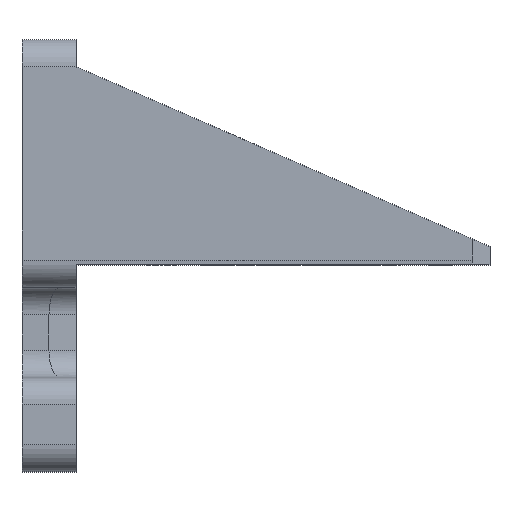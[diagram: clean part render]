
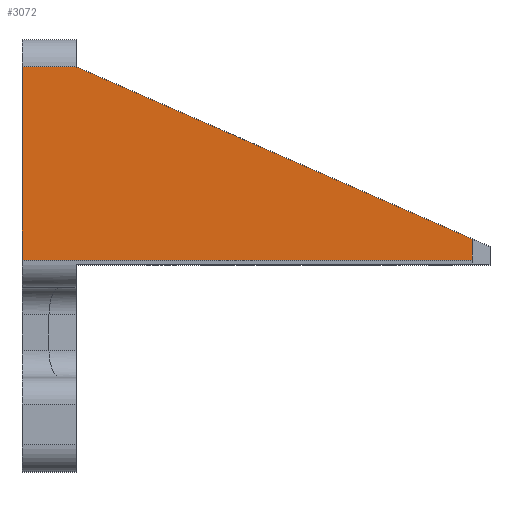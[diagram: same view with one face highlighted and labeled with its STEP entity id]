
A CAD part, top view. The second image highlights one B-rep face of the part: STEP entity #3072.
In plain terms, the highlighted planar face has unit normal (0, 0, 1).
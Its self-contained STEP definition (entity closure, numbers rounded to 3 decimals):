
#135 = CYLINDRICAL_SURFACE('',#136,3.);
#136 = AXIS2_PLACEMENT_3D('',#137,#138,#139);
#137 = CARTESIAN_POINT('',(-25.,-0.5,24.));
#138 = DIRECTION('',(-1.,0.,0.));
#139 = DIRECTION('',(-0.,-1.,0.));
#345 = VERTEX_POINT('',#346);
#346 = CARTESIAN_POINT('',(-25.,21.,27.));
#360 = PLANE('',#361);
#361 = AXIS2_PLACEMENT_3D('',#362,#363,#364);
#362 = CARTESIAN_POINT('',(21.,1.,-21.));
#363 = DIRECTION('',(-0.399,-0.917,0.));
#364 = DIRECTION('',(-0.917,0.399,0.));
#393 = CYLINDRICAL_SURFACE('',#394,3.);
#394 = AXIS2_PLACEMENT_3D('',#395,#396,#397);
#395 = CARTESIAN_POINT('',(-31.,21.,24.));
#396 = DIRECTION('',(1.,0.,0.));
#397 = DIRECTION('',(0.,1.,0.));
#1020 = PLANE('',#1021);
#1021 = AXIS2_PLACEMENT_3D('',#1022,#1023,#1024);
#1022 = CARTESIAN_POINT('',(-31.,0.,0.));
#1023 = DIRECTION('',(-1.,0.,0.));
#1024 = DIRECTION('',(0.,-1.,0.));
#1227 = VERTEX_POINT('',#1228);
#1228 = CARTESIAN_POINT('',(19.,-0.5,27.));
#1246 = PLANE('',#1247);
#1247 = AXIS2_PLACEMENT_3D('',#1248,#1249,#1250);
#1248 = CARTESIAN_POINT('',(20.,-1.,26.));
#1249 = DIRECTION('',(-0.707,0.,-0.707));
#1250 = DIRECTION('',(0.,1.,0.));
#1258 = EDGE_CURVE('',#1227,#1259,#1261,.T.);
#1259 = VERTEX_POINT('',#1260);
#1260 = CARTESIAN_POINT('',(-31.,-0.5,27.));
#1261 = SURFACE_CURVE('',#1262,(#1266,#1273),.PCURVE_S1.);
#1262 = LINE('',#1263,#1264);
#1263 = CARTESIAN_POINT('',(-25.,-0.5,27.));
#1264 = VECTOR('',#1265,1.);
#1265 = DIRECTION('',(-1.,0.,0.));
#1266 = PCURVE('',#135,#1267);
#1267 = DEFINITIONAL_REPRESENTATION('',(#1268),#1272);
#1268 = LINE('',#1269,#1270);
#1269 = CARTESIAN_POINT('',(1.571,0.));
#1270 = VECTOR('',#1271,1.);
#1271 = DIRECTION('',(0.,1.));
#1272 = ( GEOMETRIC_REPRESENTATION_CONTEXT(2) 
PARAMETRIC_REPRESENTATION_CONTEXT() REPRESENTATION_CONTEXT('2D SPACE',''
  ) );
#1273 = PCURVE('',#1274,#1279);
#1274 = PLANE('',#1275);
#1275 = AXIS2_PLACEMENT_3D('',#1276,#1277,#1278);
#1276 = CARTESIAN_POINT('',(-14.904,1.581,27.));
#1277 = DIRECTION('',(0.,0.,1.));
#1278 = DIRECTION('',(0.,1.,0.));
#1279 = DEFINITIONAL_REPRESENTATION('',(#1280),#1284);
#1280 = LINE('',#1281,#1282);
#1281 = CARTESIAN_POINT('',(-2.081,10.096));
#1282 = VECTOR('',#1283,1.);
#1283 = DIRECTION('',(-0.,1.));
#1284 = ( GEOMETRIC_REPRESENTATION_CONTEXT(2) 
PARAMETRIC_REPRESENTATION_CONTEXT() REPRESENTATION_CONTEXT('2D SPACE',''
  ) );
#2430 = VERTEX_POINT('',#2431);
#2431 = CARTESIAN_POINT('',(-31.,21.,27.));
#2457 = EDGE_CURVE('',#2430,#345,#2458,.T.);
#2458 = SURFACE_CURVE('',#2459,(#2463,#2470),.PCURVE_S1.);
#2459 = LINE('',#2460,#2461);
#2460 = CARTESIAN_POINT('',(-31.,21.,27.));
#2461 = VECTOR('',#2462,1.);
#2462 = DIRECTION('',(1.,0.,0.));
#2463 = PCURVE('',#393,#2464);
#2464 = DEFINITIONAL_REPRESENTATION('',(#2465),#2469);
#2465 = LINE('',#2466,#2467);
#2466 = CARTESIAN_POINT('',(1.571,0.));
#2467 = VECTOR('',#2468,1.);
#2468 = DIRECTION('',(0.,1.));
#2469 = ( GEOMETRIC_REPRESENTATION_CONTEXT(2) 
PARAMETRIC_REPRESENTATION_CONTEXT() REPRESENTATION_CONTEXT('2D SPACE',''
  ) );
#2470 = PCURVE('',#1274,#2471);
#2471 = DEFINITIONAL_REPRESENTATION('',(#2472),#2476);
#2472 = LINE('',#2473,#2474);
#2473 = CARTESIAN_POINT('',(19.419,16.096));
#2474 = VECTOR('',#2475,1.);
#2475 = DIRECTION('',(0.,-1.));
#2476 = ( GEOMETRIC_REPRESENTATION_CONTEXT(2) 
PARAMETRIC_REPRESENTATION_CONTEXT() REPRESENTATION_CONTEXT('2D SPACE',''
  ) );
#2483 = EDGE_CURVE('',#2484,#345,#2486,.T.);
#2484 = VERTEX_POINT('',#2485);
#2485 = CARTESIAN_POINT('',(19.,1.87,27.));
#2486 = SURFACE_CURVE('',#2487,(#2491,#2498),.PCURVE_S1.);
#2487 = LINE('',#2488,#2489);
#2488 = CARTESIAN_POINT('',(21.,1.,27.));
#2489 = VECTOR('',#2490,1.);
#2490 = DIRECTION('',(-0.917,0.399,0.));
#2491 = PCURVE('',#360,#2492);
#2492 = DEFINITIONAL_REPRESENTATION('',(#2493),#2497);
#2493 = LINE('',#2494,#2495);
#2494 = CARTESIAN_POINT('',(0.,-48.));
#2495 = VECTOR('',#2496,1.);
#2496 = DIRECTION('',(1.,0.));
#2497 = ( GEOMETRIC_REPRESENTATION_CONTEXT(2) 
PARAMETRIC_REPRESENTATION_CONTEXT() REPRESENTATION_CONTEXT('2D SPACE',''
  ) );
#2498 = PCURVE('',#1274,#2499);
#2499 = DEFINITIONAL_REPRESENTATION('',(#2500),#2504);
#2500 = LINE('',#2501,#2502);
#2501 = CARTESIAN_POINT('',(-0.581,-35.904));
#2502 = VECTOR('',#2503,1.);
#2503 = DIRECTION('',(0.399,0.917));
#2504 = ( GEOMETRIC_REPRESENTATION_CONTEXT(2) 
PARAMETRIC_REPRESENTATION_CONTEXT() REPRESENTATION_CONTEXT('2D SPACE',''
  ) );
#2857 = EDGE_CURVE('',#1259,#2430,#2858,.T.);
#2858 = SURFACE_CURVE('',#2859,(#2863,#2870),.PCURVE_S1.);
#2859 = LINE('',#2860,#2861);
#2860 = CARTESIAN_POINT('',(-31.,-24.,27.));
#2861 = VECTOR('',#2862,1.);
#2862 = DIRECTION('',(0.,1.,0.));
#2863 = PCURVE('',#1020,#2864);
#2864 = DEFINITIONAL_REPRESENTATION('',(#2865),#2869);
#2865 = LINE('',#2866,#2867);
#2866 = CARTESIAN_POINT('',(24.,27.));
#2867 = VECTOR('',#2868,1.);
#2868 = DIRECTION('',(-1.,0.));
#2869 = ( GEOMETRIC_REPRESENTATION_CONTEXT(2) 
PARAMETRIC_REPRESENTATION_CONTEXT() REPRESENTATION_CONTEXT('2D SPACE',''
  ) );
#2870 = PCURVE('',#1274,#2871);
#2871 = DEFINITIONAL_REPRESENTATION('',(#2872),#2876);
#2872 = LINE('',#2873,#2874);
#2873 = CARTESIAN_POINT('',(-25.581,16.096));
#2874 = VECTOR('',#2875,1.);
#2875 = DIRECTION('',(1.,0.));
#2876 = ( GEOMETRIC_REPRESENTATION_CONTEXT(2) 
PARAMETRIC_REPRESENTATION_CONTEXT() REPRESENTATION_CONTEXT('2D SPACE',''
  ) );
#3030 = EDGE_CURVE('',#1227,#2484,#3031,.T.);
#3031 = SURFACE_CURVE('',#3032,(#3036,#3043),.PCURVE_S1.);
#3032 = LINE('',#3033,#3034);
#3033 = CARTESIAN_POINT('',(19.,-1.,27.));
#3034 = VECTOR('',#3035,1.);
#3035 = DIRECTION('',(0.,1.,0.));
#3036 = PCURVE('',#1246,#3037);
#3037 = DEFINITIONAL_REPRESENTATION('',(#3038),#3042);
#3038 = LINE('',#3039,#3040);
#3039 = CARTESIAN_POINT('',(0.,-1.414));
#3040 = VECTOR('',#3041,1.);
#3041 = DIRECTION('',(1.,0.));
#3042 = ( GEOMETRIC_REPRESENTATION_CONTEXT(2) 
PARAMETRIC_REPRESENTATION_CONTEXT() REPRESENTATION_CONTEXT('2D SPACE',''
  ) );
#3043 = PCURVE('',#1274,#3044);
#3044 = DEFINITIONAL_REPRESENTATION('',(#3045),#3049);
#3045 = LINE('',#3046,#3047);
#3046 = CARTESIAN_POINT('',(-2.581,-33.904));
#3047 = VECTOR('',#3048,1.);
#3048 = DIRECTION('',(1.,0.));
#3049 = ( GEOMETRIC_REPRESENTATION_CONTEXT(2) 
PARAMETRIC_REPRESENTATION_CONTEXT() REPRESENTATION_CONTEXT('2D SPACE',''
  ) );
#3072 = ADVANCED_FACE('',(#3073),#1274,.T.);
#3073 = FACE_BOUND('',#3074,.T.);
#3074 = EDGE_LOOP('',(#3075,#3076,#3077,#3078,#3079));
#3075 = ORIENTED_EDGE('',*,*,#2857,.F.);
#3076 = ORIENTED_EDGE('',*,*,#1258,.F.);
#3077 = ORIENTED_EDGE('',*,*,#3030,.T.);
#3078 = ORIENTED_EDGE('',*,*,#2483,.T.);
#3079 = ORIENTED_EDGE('',*,*,#2457,.F.);
